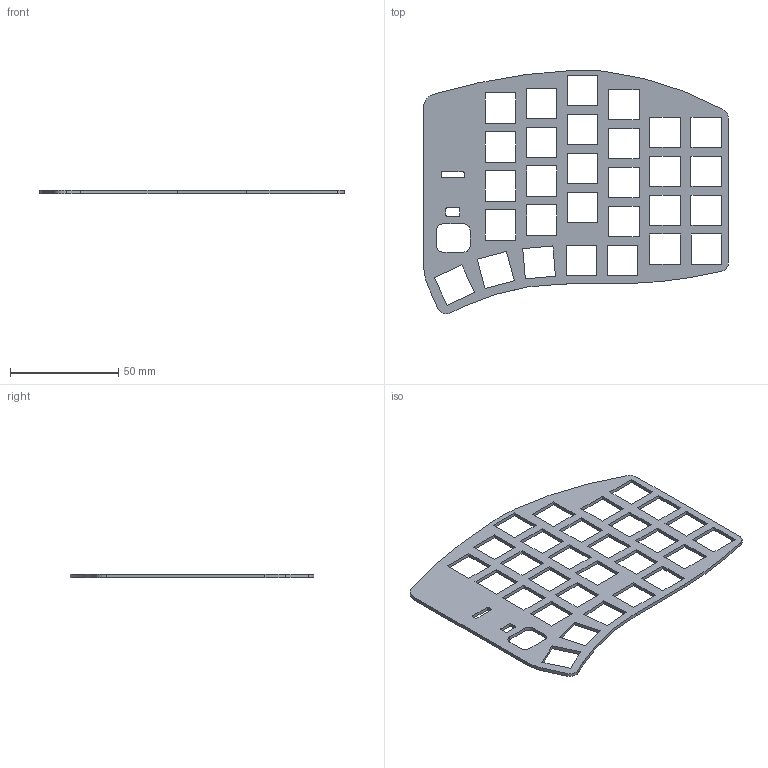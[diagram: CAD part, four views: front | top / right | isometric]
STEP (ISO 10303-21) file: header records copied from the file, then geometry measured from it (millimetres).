
FILE_DESCRIPTION(('KiCad electronic assembly'),'2;1');
FILE_NAME('Plate3.step','2022-07-10T11:21:33',('Pcbnew'),('Kicad'), 'Open CASCADE STEP processor 7.5','KiCad to STEP converter','Unknown' );
FILE_SCHEMA(('AUTOMOTIVE_DESIGN { 1 0 10303 214 1 1 1 1 }'));
Length unit declared in the file: millimetre
Products named in the file (2): Plate3 1; _autosave-Jocket_Split_LP_Plate PCB
Assembly tree (1 placements, depth 2):
  Plate3 1
    _autosave-Jocket_Split_LP_Plate PCB
Bounding box: 140.8 x 112.66 x 1.6 mm (x, y, z)
Volume: 11848.9 mm3; surface area: 18289.9 mm2
Topology: 1 solids, 1 shells, 158 faces, 468 edges, 312 vertices
Faces by surface type: plane 136, cylinder 22
Entity records: 11607 total; most frequent: CARTESIAN_POINT 2140, DIRECTION 1724, LINE 1316, VECTOR 1316, ORIENTED_EDGE 936, PCURVE 936, DEFINITIONAL_REPRESENTATION 936, EDGE_CURVE 468
